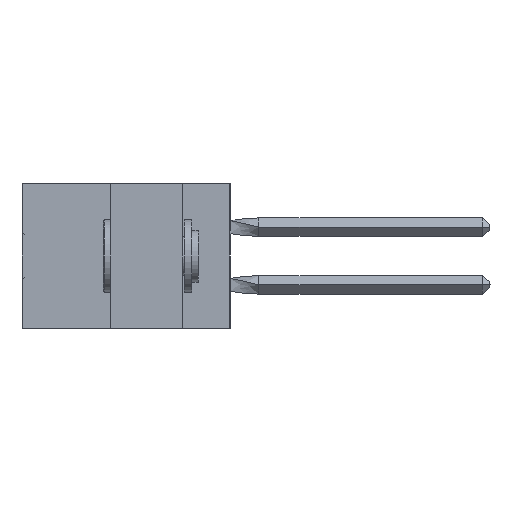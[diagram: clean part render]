
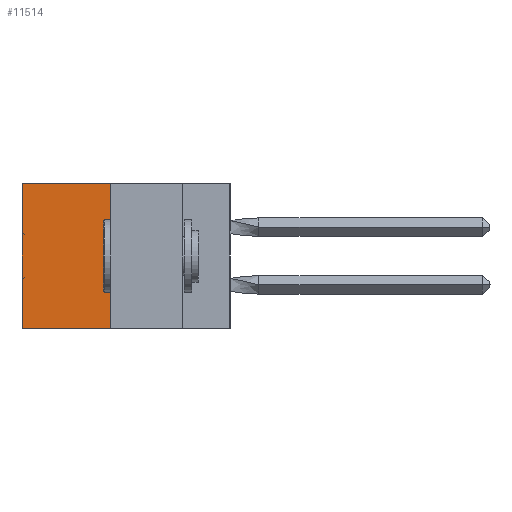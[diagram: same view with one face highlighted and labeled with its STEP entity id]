
A CAD part, left-side view. The second image highlights one B-rep face of the part: STEP entity #11514.
In plain terms, the highlighted planar face has unit normal (-1, 0, 0).
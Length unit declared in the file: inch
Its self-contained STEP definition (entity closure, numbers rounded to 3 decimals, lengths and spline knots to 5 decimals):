
#1892 = ORIENTED_EDGE ( 'NONE', *, *, #7850, .F. ) ;
#2176 = ORIENTED_EDGE ( 'NONE', *, *, #49379, .T. ) ;
#5074 = PLANE ( 'NONE',  #56100 ) ;
#6359 = VECTOR ( 'NONE', #38110, 39.37008 ) ;
#6646 = VECTOR ( 'NONE', #20715, 39.37008 ) ;
#7850 = EDGE_CURVE ( 'NONE', #38506, #55749, #41085, .T. ) ;
#8372 = VECTOR ( 'NONE', #44201, 39.37008 ) ;
#9770 = LINE ( 'NONE', #26201, #8372 ) ;
#11514 = ADVANCED_FACE ( 'NONE', ( #30741 ), #5074, .F. ) ;
#11762 = VERTEX_POINT ( 'NONE', #42061 ) ;
#15634 = CARTESIAN_POINT ( 'NONE',  ( 0.305, 0.413, -0.5 ) ) ;
#17006 = CARTESIAN_POINT ( 'NONE',  ( 0.305, 0.413, -0.5 ) ) ;
#19614 = ORIENTED_EDGE ( 'NONE', *, *, #36611, .F. ) ;
#20715 = DIRECTION ( 'NONE',  ( 0., 0., -1. ) ) ;
#23706 = DIRECTION ( 'NONE',  ( 0., 1., 0. ) ) ;
#25400 = LINE ( 'NONE', #25599, #6646 ) ;
#25599 = CARTESIAN_POINT ( 'NONE',  ( 0.305, 0.413, -0.5 ) ) ;
#26201 = CARTESIAN_POINT ( 'NONE',  ( 0.305, 0.72, -0.5 ) ) ;
#26315 = CARTESIAN_POINT ( 'NONE',  ( 0.305, 0.72, -0.5 ) ) ;
#26381 = ORIENTED_EDGE ( 'NONE', *, *, #53732, .T. ) ;
#26411 = DIRECTION ( 'NONE',  ( 1., 0., 0. ) ) ;
#26437 = CARTESIAN_POINT ( 'NONE',  ( 0.305, 0.72, 0. ) ) ;
#30741 = FACE_OUTER_BOUND ( 'NONE', #45713, .T. ) ;
#32212 = VERTEX_POINT ( 'NONE', #26437 ) ;
#35491 = CARTESIAN_POINT ( 'NONE',  ( 0.305, 0.413, -0.5 ) ) ;
#36611 = EDGE_CURVE ( 'NONE', #11762, #38506, #25400, .T. ) ;
#36892 = CARTESIAN_POINT ( 'NONE',  ( 0.305, 0.413, 0. ) ) ;
#38110 = DIRECTION ( 'NONE',  ( 0., 1., 0. ) ) ;
#38506 = VERTEX_POINT ( 'NONE', #17006 ) ;
#41085 = LINE ( 'NONE', #15634, #6359 ) ;
#42061 = CARTESIAN_POINT ( 'NONE',  ( 0.305, 0.413, 0. ) ) ;
#44201 = DIRECTION ( 'NONE',  ( 0., 0., -1. ) ) ;
#45215 = VECTOR ( 'NONE', #23706, 39.37008 ) ;
#45713 = EDGE_LOOP ( 'NONE', ( #26381, #1892, #19614, #2176 ) ) ;
#47970 = LINE ( 'NONE', #36892, #45215 ) ;
#49379 = EDGE_CURVE ( 'NONE', #11762, #32212, #47970, .T. ) ;
#52919 = DIRECTION ( 'NONE',  ( 0., 0., -1. ) ) ;
#53732 = EDGE_CURVE ( 'NONE', #32212, #55749, #9770, .T. ) ;
#55749 = VERTEX_POINT ( 'NONE', #26315 ) ;
#56100 = AXIS2_PLACEMENT_3D ( 'NONE', #35491, #26411, #52919 ) ;
